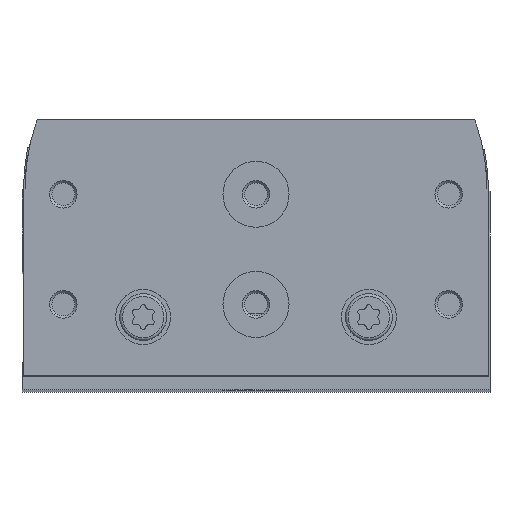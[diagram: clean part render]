
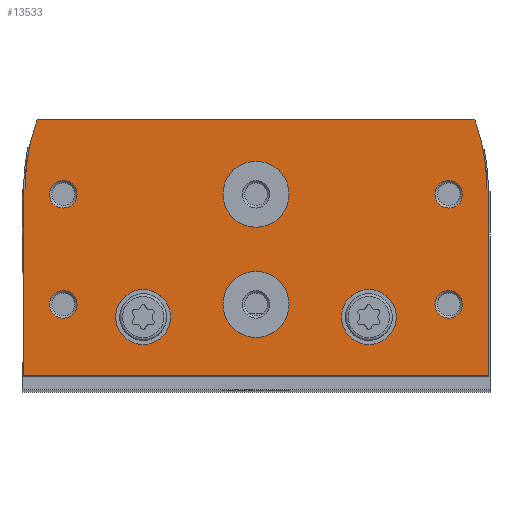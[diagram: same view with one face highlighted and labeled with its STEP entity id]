
A CAD part, top view. The second image highlights one B-rep face of the part: STEP entity #13533.
In plain terms, the highlighted planar face has unit normal (0, 0, 1).
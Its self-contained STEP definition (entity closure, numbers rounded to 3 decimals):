
#549=LINE('',#21006,#1341);
#554=LINE('',#21016,#1346);
#561=LINE('',#21033,#1353);
#567=LINE('',#21045,#1359);
#575=LINE('',#21066,#1367);
#576=LINE('',#21116,#1368);
#1341=VECTOR('',#17144,1000.);
#1346=VECTOR('',#17151,1000.);
#1353=VECTOR('',#17166,1000.);
#1359=VECTOR('',#17176,1000.);
#1367=VECTOR('',#17198,1000.);
#1368=VECTOR('',#17249,1000.);
#1850=PLANE('',#14618);
#3437=ORIENTED_EDGE('',*,*,#6017,.F.);
#3438=ORIENTED_EDGE('',*,*,#6018,.F.);
#3439=ORIENTED_EDGE('',*,*,#6019,.T.);
#3440=ORIENTED_EDGE('',*,*,#6020,.T.);
#3441=ORIENTED_EDGE('',*,*,#6021,.T.);
#3442=ORIENTED_EDGE('',*,*,#6022,.T.);
#3443=ORIENTED_EDGE('',*,*,#6023,.T.);
#3444=ORIENTED_EDGE('',*,*,#6024,.T.);
#3445=ORIENTED_EDGE('',*,*,#5979,.T.);
#3446=ORIENTED_EDGE('',*,*,#5973,.T.);
#3447=ORIENTED_EDGE('',*,*,#5991,.T.);
#3448=ORIENTED_EDGE('',*,*,#5959,.T.);
#3449=ORIENTED_EDGE('',*,*,#5964,.T.);
#3450=ORIENTED_EDGE('',*,*,#5968,.T.);
#3451=ORIENTED_EDGE('',*,*,#6016,.T.);
#3452=ORIENTED_EDGE('',*,*,#5985,.T.);
#5959=EDGE_CURVE('',#7388,#7387,#549,.T.);
#5964=EDGE_CURVE('',#7387,#7391,#554,.T.);
#5968=EDGE_CURVE('',#7391,#7393,#8293,.T.);
#5973=EDGE_CURVE('',#7395,#7397,#561,.T.);
#5979=EDGE_CURVE('',#7401,#7395,#567,.T.);
#5985=EDGE_CURVE('',#7406,#7401,#8295,.T.);
#5991=EDGE_CURVE('',#7397,#7388,#575,.T.);
#6016=EDGE_CURVE('',#7393,#7406,#576,.T.);
#6017=EDGE_CURVE('',#7432,#7432,#8322,.T.);
#6018=EDGE_CURVE('',#7433,#7433,#8323,.T.);
#6019=EDGE_CURVE('',#7434,#7434,#8324,.T.);
#6020=EDGE_CURVE('',#7435,#7435,#8325,.T.);
#6021=EDGE_CURVE('',#7436,#7436,#8326,.T.);
#6022=EDGE_CURVE('',#7437,#7437,#8327,.T.);
#6023=EDGE_CURVE('',#7438,#7438,#8328,.T.);
#6024=EDGE_CURVE('',#7439,#7439,#8329,.T.);
#7387=VERTEX_POINT('',#21005);
#7388=VERTEX_POINT('',#21007);
#7391=VERTEX_POINT('',#21015);
#7393=VERTEX_POINT('',#21022);
#7395=VERTEX_POINT('',#21027);
#7397=VERTEX_POINT('',#21032);
#7401=VERTEX_POINT('',#21043);
#7406=VERTEX_POINT('',#21058);
#7432=VERTEX_POINT('',#21119);
#7433=VERTEX_POINT('',#21121);
#7434=VERTEX_POINT('',#21123);
#7435=VERTEX_POINT('',#21125);
#7436=VERTEX_POINT('',#21127);
#7437=VERTEX_POINT('',#21129);
#7438=VERTEX_POINT('',#21131);
#7439=VERTEX_POINT('',#21133);
#8293=CIRCLE('',#14582,37.);
#8295=CIRCLE('',#14589,37.);
#8322=CIRCLE('',#14619,5.);
#8323=CIRCLE('',#14620,5.);
#8324=CIRCLE('',#14621,6.);
#8325=CIRCLE('',#14622,6.);
#8326=CIRCLE('',#14623,2.5);
#8327=CIRCLE('',#14624,2.5);
#8328=CIRCLE('',#14625,2.5);
#8329=CIRCLE('',#14626,2.5);
#9215=EDGE_LOOP('',(#3437));
#9216=EDGE_LOOP('',(#3438));
#9217=EDGE_LOOP('',(#3439));
#9218=EDGE_LOOP('',(#3440));
#9219=EDGE_LOOP('',(#3441));
#9220=EDGE_LOOP('',(#3442));
#9221=EDGE_LOOP('',(#3443));
#9222=EDGE_LOOP('',(#3444));
#9223=EDGE_LOOP('',(#3445,#3446,#3447,#3448,#3449,#3450,#3451,#3452));
#10233=FACE_BOUND('',#9215,.T.);
#10234=FACE_BOUND('',#9216,.T.);
#10235=FACE_BOUND('',#9217,.T.);
#10236=FACE_BOUND('',#9218,.T.);
#10237=FACE_BOUND('',#9219,.T.);
#10238=FACE_BOUND('',#9220,.T.);
#10239=FACE_BOUND('',#9221,.T.);
#10240=FACE_BOUND('',#9222,.T.);
#10241=FACE_BOUND('',#9223,.T.);
#13533=ADVANCED_FACE('',(#10233,#10234,#10235,#10236,#10237,#10238,#10239,
#10240,#10241),#1850,.T.);
#14582=AXIS2_PLACEMENT_3D('',#21023,#17158,#17159);
#14589=AXIS2_PLACEMENT_3D('',#21057,#17187,#17188);
#14618=AXIS2_PLACEMENT_3D('',#21117,#17250,#17251);
#14619=AXIS2_PLACEMENT_3D('',#21118,#17252,#17253);
#14620=AXIS2_PLACEMENT_3D('',#21120,#17254,#17255);
#14621=AXIS2_PLACEMENT_3D('',#21122,#17256,#17257);
#14622=AXIS2_PLACEMENT_3D('',#21124,#17258,#17259);
#14623=AXIS2_PLACEMENT_3D('',#21126,#17260,#17261);
#14624=AXIS2_PLACEMENT_3D('',#21128,#17262,#17263);
#14625=AXIS2_PLACEMENT_3D('',#21130,#17264,#17265);
#14626=AXIS2_PLACEMENT_3D('',#21132,#17266,#17267);
#17144=DIRECTION('',(0.,1.,0.));
#17151=DIRECTION('',(-0.866,0.5,0.));
#17158=DIRECTION('',(0.,0.,1.));
#17159=DIRECTION('',(1.,0.,0.));
#17166=DIRECTION('',(0.,-1.,0.));
#17176=DIRECTION('',(-0.866,-0.5,0.));
#17187=DIRECTION('',(0.,0.,1.));
#17188=DIRECTION('',(1.,0.,0.));
#17198=DIRECTION('',(1.,0.,0.));
#17249=DIRECTION('',(-1.,0.,0.));
#17250=DIRECTION('',(0.,0.,1.));
#17251=DIRECTION('',(1.,0.,0.));
#17252=DIRECTION('',(0.,0.,1.));
#17253=DIRECTION('',(1.,0.,0.));
#17254=DIRECTION('',(0.,0.,1.));
#17255=DIRECTION('',(1.,0.,0.));
#17256=DIRECTION('',(0.,0.,-1.));
#17257=DIRECTION('',(-1.,0.,0.));
#17258=DIRECTION('',(0.,0.,-1.));
#17259=DIRECTION('',(-1.,0.,0.));
#17260=DIRECTION('',(0.,0.,-1.));
#17261=DIRECTION('',(-1.,0.,0.));
#17262=DIRECTION('',(0.,0.,-1.));
#17263=DIRECTION('',(-1.,0.,0.));
#17264=DIRECTION('',(0.,0.,-1.));
#17265=DIRECTION('',(-1.,0.,0.));
#17266=DIRECTION('',(0.,0.,-1.));
#17267=DIRECTION('',(-1.,0.,0.));
#21005=CARTESIAN_POINT('',(42.25,33.827,0.));
#21006=CARTESIAN_POINT('',(42.25,0.,0.));
#21007=CARTESIAN_POINT('',(42.25,0.,0.));
#21015=CARTESIAN_POINT('',(41.95,34.,0.));
#21016=CARTESIAN_POINT('',(42.25,33.827,0.));
#21022=CARTESIAN_POINT('',(39.775,46.5,0.));
#21023=CARTESIAN_POINT('',(4.95,34.,0.));
#21027=CARTESIAN_POINT('',(-42.25,33.827,0.));
#21032=CARTESIAN_POINT('',(-42.25,0.,0.));
#21033=CARTESIAN_POINT('',(-42.25,33.827,0.));
#21043=CARTESIAN_POINT('',(-41.95,34.,0.));
#21045=CARTESIAN_POINT('',(-41.95,34.,0.));
#21057=CARTESIAN_POINT('',(-4.95,34.,0.));
#21058=CARTESIAN_POINT('',(-39.775,46.5,0.));
#21066=CARTESIAN_POINT('',(-42.25,0.,0.));
#21116=CARTESIAN_POINT('',(39.775,46.5,0.));
#21117=CARTESIAN_POINT('',(4.95,34.,0.));
#21118=CARTESIAN_POINT('',(-20.5,10.7,0.));
#21119=CARTESIAN_POINT('',(-15.5,10.7,0.));
#21120=CARTESIAN_POINT('',(20.5,10.7,0.));
#21121=CARTESIAN_POINT('',(25.5,10.7,0.));
#21122=CARTESIAN_POINT('',(0.,13.,0.));
#21123=CARTESIAN_POINT('',(-6.,13.,0.));
#21124=CARTESIAN_POINT('',(0.,33.,0.));
#21125=CARTESIAN_POINT('',(-6.,33.,0.));
#21126=CARTESIAN_POINT('',(35.,13.,0.));
#21127=CARTESIAN_POINT('',(32.5,13.,0.));
#21128=CARTESIAN_POINT('',(-35.,13.,0.));
#21129=CARTESIAN_POINT('',(-37.5,13.,0.));
#21130=CARTESIAN_POINT('',(-35.,33.,0.));
#21131=CARTESIAN_POINT('',(-37.5,33.,0.));
#21132=CARTESIAN_POINT('',(35.,33.,0.));
#21133=CARTESIAN_POINT('',(32.5,33.,0.));
